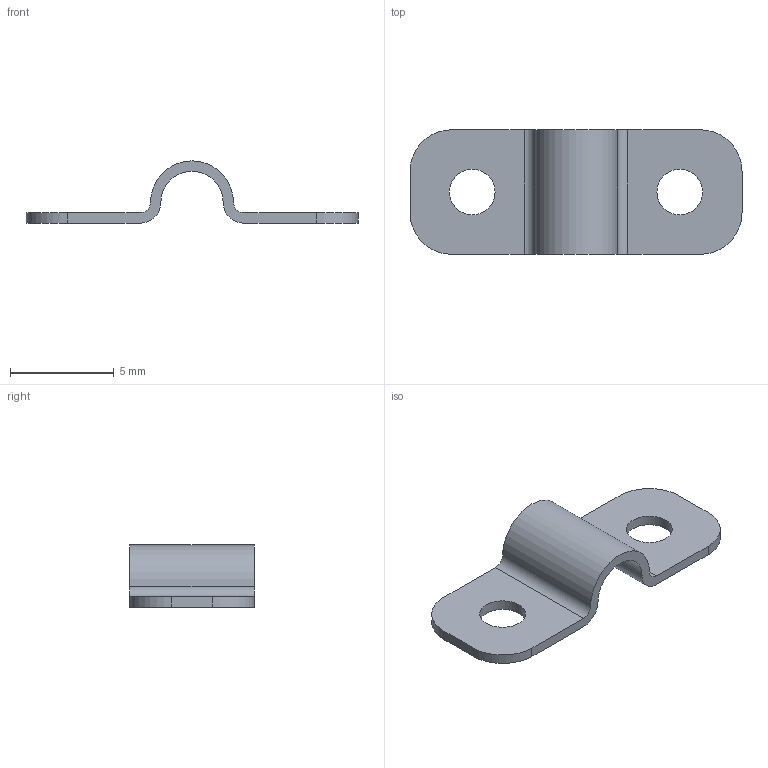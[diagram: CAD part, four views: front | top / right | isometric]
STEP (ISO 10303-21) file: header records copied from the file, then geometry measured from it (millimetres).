
FILE_DESCRIPTION( ( 'Unknown' ), '1' );
FILE_NAME( 'ZMWD30001.stp', 'Unknown', ( 'A.Müler' ), ( 'wenglor sensoric GmbH' ), 'XStep 1.0', 'Solid Edge', ' ' );
FILE_SCHEMA( ( 'CONFIG_CONTROL_DESIGN' ) );
Length unit declared in the file: millimetre
Products named in the file (1): 1
Bounding box: 16 x 6 x 3 mm (x, y, z)
Volume: 51 mm3; surface area: 234.2 mm2
Topology: 1 solids, 1 shells, 20 faces, 56 edges, 38 vertices
Faces by surface type: cylinder 12, plane 8
Full cylindrical faces by diameter (mm): 2.2 x2
Entity records: 684 total; most frequent: DIRECTION 118, CARTESIAN_POINT 109, ORIENTED_EDGE 104, EDGE_CURVE 52, AXIS2_PLACEMENT_3D 45, VERTEX_POINT 36, LINE 28, VECTOR 28
